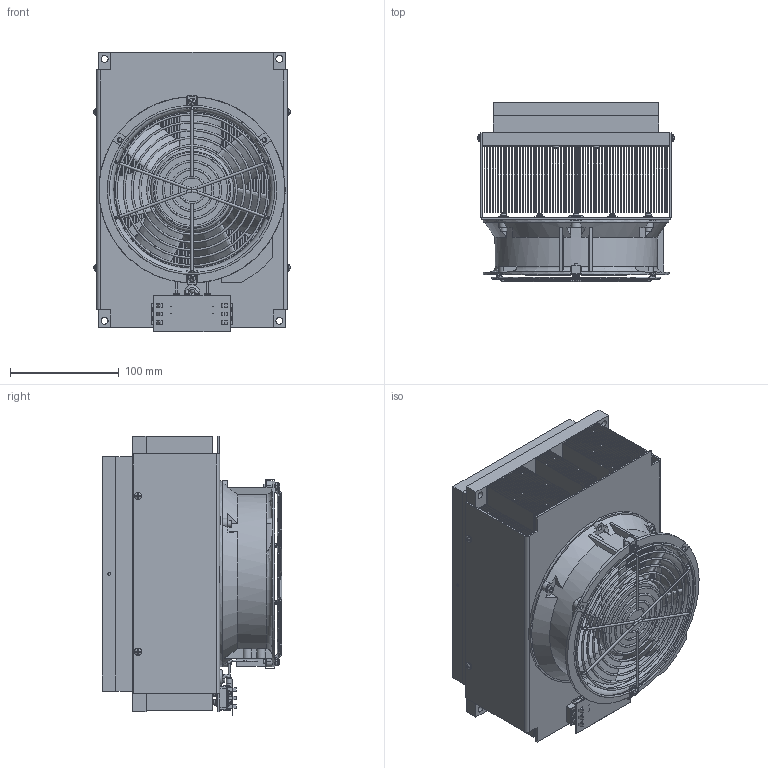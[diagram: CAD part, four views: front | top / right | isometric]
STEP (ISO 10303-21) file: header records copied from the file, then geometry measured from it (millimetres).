
FILE_DESCRIPTION(/* description */ ('Alibre Inc.'),/* implementation_level */ '2;1');
FILE_NAME(/* name */ 'export-67382339-1BCE-4731-8E8D-D74C5A395161',/* time_stamp */ '2022-06-23T10:21:16-04:00',/* author */ (''),/* organization */ (''),/* preprocessor_version */ 'ST-DEVELOPER v17',/* originating_system */ 'Alibre',/* authorisation */ '');
FILE_SCHEMA (('AUTOMOTIVE_DESIGN'));
Length unit declared in the file: millimetre
Products named in the file (54): rev I; sc162_w5
Bounding box: 180.8 x 165.2 x 257.92 mm (x, y, z)
Volume: 2685656.4 mm3; surface area: 2450419.7 mm2
Topology: 169 solids, 169 shells, 3509 faces, 8592 edges, 5666 vertices
Faces by surface type: plane 2223, cylinder 510, bspline 424, torus 196, cone 134, sphere 22
Full cylindrical faces by diameter (mm): 1.397 x8, 1.524 x12, 2.459 x4, 2.54 x2, 2.642 x29, 3.175 x1, 3.242 x9, 3.505 x33, 4.166 x16, 4.216 x8, 4.267 x8, 4.318 x8, 4.369 x8, 4.699 x4, 4.826 x8, 5.563 x8, 5.74 x11, 5.842 x8, 6.299 x8, 6.35 x7, 6.858 x22, 9.525 x9, 9.652 x1, 10.312 x8, 12.7 x8, 76.2 x1, 144.78 x1, 171.5 x1
Entity records: 69647 total; most frequent: CARTESIAN_POINT 20368, ORIENTED_EDGE 10728, DIRECTION 7264, EDGE_CURVE 5363, VERTEX_POINT 3626, VECTOR 3305, LINE 3305, EDGE_LOOP 2676
